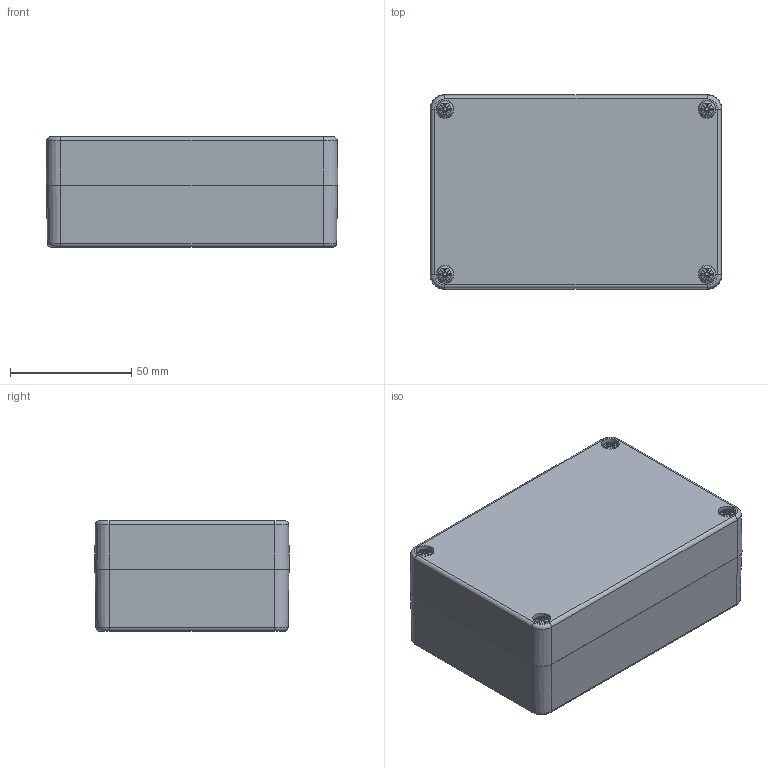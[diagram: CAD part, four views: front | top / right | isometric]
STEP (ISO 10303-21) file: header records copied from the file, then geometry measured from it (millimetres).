
FILE_DESCRIPTION((''),'2;1');
FILE_NAME('0402101700-MBT_128045-K_VE.stp','2015-12-22T14:37:33',('robin.rentz'),(''),'Autodesk Inventor 2012','Autodesk Inventor 2012','');
FILE_SCHEMA(('AUTOMOTIVE_DESIGN { 1 2 10303 214 0 1 1 1 }'));
Length unit declared in the file: millimetre
Products named in the file (6): 0402101700-MBT_128045-K_VE; 0401101502-UT_128027_VE; 0302101701-OT_128020-K_VE; xxx-O-Ring--OT--MBM-MBT_128020; 1990000276 Schraube BM4x12_6; 1990000007 M4 Gewindebuchse
Assembly tree (11 placements, depth 2):
  0402101700-MBT_128045-K_VE
    0401101502-UT_128027_VE
    0302101701-OT_128020-K_VE
    xxx-O-Ring--OT--MBM-MBT_128020
    1990000276 Schraube BM4x12_6  x4
    1990000007 M4 Gewindebuchse  x4
Bounding box: 120.3 x 80.3 x 45.5 mm (x, y, z)
Volume: 125036.1 mm3; surface area: 88708.5 mm2
Topology: 11 solids, 11 shells, 1616 faces, 3930 edges, 2384 vertices
Faces by surface type: plane 603, cylinder 431, cone 364, torus 171, bspline 40, sphere 7
Full cylindrical faces by diameter (mm): 3.242 x4, 3.3 x4, 4 x4, 4.4 x4, 4.5 x8, 4.8 x4, 5.1 x4, 6.8 x4, 7 x4, 7.4 x4, 7.5 x4
Entity records: 24223 total; most frequent: CARTESIAN_POINT 5309, DIRECTION 4213, ORIENTED_EDGE 3756, EDGE_CURVE 1878, AXIS2_PLACEMENT_3D 1719, VERTEX_POINT 1175, EDGE_LOOP 921, CIRCLE 907
